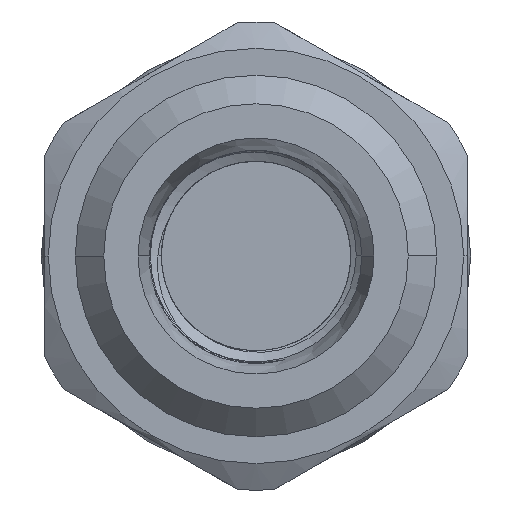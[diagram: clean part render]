
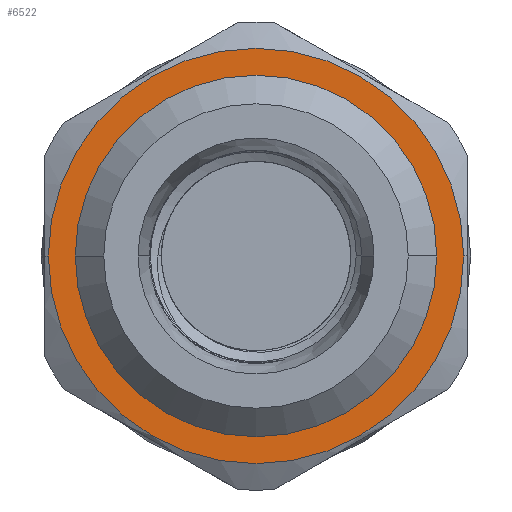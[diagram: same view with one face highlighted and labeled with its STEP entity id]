
A CAD part, left-side view. The second image highlights one B-rep face of the part: STEP entity #6522.
In plain terms, the highlighted planar face has unit normal (-1, 0, 0).
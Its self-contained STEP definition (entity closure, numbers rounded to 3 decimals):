
#518 = FACE_OUTER_BOUND ( 'NONE', #2692, .T. ) ;
#564 = DIRECTION ( 'NONE',  ( 1., 0., 0. ) ) ;
#1219 = DIRECTION ( 'NONE',  ( 0., -1., 0. ) ) ;
#1287 = CARTESIAN_POINT ( 'NONE',  ( -23.556, 9.5, 0. ) ) ;
#1290 = PLANE ( 'NONE',  #8408 ) ;
#1765 = EDGE_CURVE ( 'NONE', #7888, #4986, #3540, .T. ) ;
#1816 = CARTESIAN_POINT ( 'NONE',  ( -23.556, -10.91, 0. ) ) ;
#2159 = CARTESIAN_POINT ( 'NONE',  ( -23.556, -9.5, 0. ) ) ;
#2331 = ORIENTED_EDGE ( 'NONE', *, *, #7555, .F. ) ;
#2692 = EDGE_LOOP ( 'NONE', ( #4749, #4008 ) ) ;
#2703 = ORIENTED_EDGE ( 'NONE', *, *, #7484, .F. ) ;
#2783 = DIRECTION ( 'NONE',  ( -1., 0., 0. ) ) ;
#2879 = CARTESIAN_POINT ( 'NONE',  ( -23.556, 0., -9.5 ) ) ;
#2881 = CARTESIAN_POINT ( 'NONE',  ( -23.556, 0., 0. ) ) ;
#3164 = AXIS2_PLACEMENT_3D ( 'NONE', #9380, #4817, #7948 ) ;
#3168 = DIRECTION ( 'NONE',  ( 0., 1., 0. ) ) ;
#3427 = AXIS2_PLACEMENT_3D ( 'NONE', #2881, #3665, #5105 ) ;
#3540 = CIRCLE ( 'NONE', #3164, 10.91 ) ;
#3665 = DIRECTION ( 'NONE',  ( -1., 0., 0. ) ) ;
#3845 = CARTESIAN_POINT ( 'NONE',  ( -23.556, 0., 0. ) ) ;
#4008 = ORIENTED_EDGE ( 'NONE', *, *, #5253, .T. ) ;
#4388 = VERTEX_POINT ( 'NONE', #1287 ) ;
#4505 = CARTESIAN_POINT ( 'NONE',  ( -23.556, 10.91, 0. ) ) ;
#4599 = FACE_BOUND ( 'NONE', #6966, .T. ) ;
#4749 = ORIENTED_EDGE ( 'NONE', *, *, #1765, .T. ) ;
#4817 = DIRECTION ( 'NONE',  ( -1., 0., 0. ) ) ;
#4986 = VERTEX_POINT ( 'NONE', #4505 ) ;
#5105 = DIRECTION ( 'NONE',  ( 0., 1., 0. ) ) ;
#5253 = EDGE_CURVE ( 'NONE', #4986, #7888, #8872, .T. ) ;
#5401 = CIRCLE ( 'NONE', #3427, 9.5 ) ;
#5431 = AXIS2_PLACEMENT_3D ( 'NONE', #3845, #7727, #3168 ) ;
#6522 = ADVANCED_FACE ( 'NONE', ( #4599, #518 ), #1290, .F. ) ;
#6966 = EDGE_LOOP ( 'NONE', ( #2703, #2331 ) ) ;
#7420 = CARTESIAN_POINT ( 'NONE',  ( -23.556, 0., 0. ) ) ;
#7484 = EDGE_CURVE ( 'NONE', #4388, #8963, #5401, .T. ) ;
#7555 = EDGE_CURVE ( 'NONE', #8963, #4388, #9027, .T. ) ;
#7727 = DIRECTION ( 'NONE',  ( -1., 0., 0. ) ) ;
#7888 = VERTEX_POINT ( 'NONE', #1816 ) ;
#7948 = DIRECTION ( 'NONE',  ( 0., 1., 0. ) ) ;
#8193 = DIRECTION ( 'NONE',  ( 0., 1., 0. ) ) ;
#8408 = AXIS2_PLACEMENT_3D ( 'NONE', #2879, #564, #1219 ) ;
#8872 = CIRCLE ( 'NONE', #5431, 10.91 ) ;
#8963 = VERTEX_POINT ( 'NONE', #2159 ) ;
#9027 = CIRCLE ( 'NONE', #9163, 9.5 ) ;
#9163 = AXIS2_PLACEMENT_3D ( 'NONE', #7420, #2783, #8193 ) ;
#9380 = CARTESIAN_POINT ( 'NONE',  ( -23.556, 0., 0. ) ) ;
